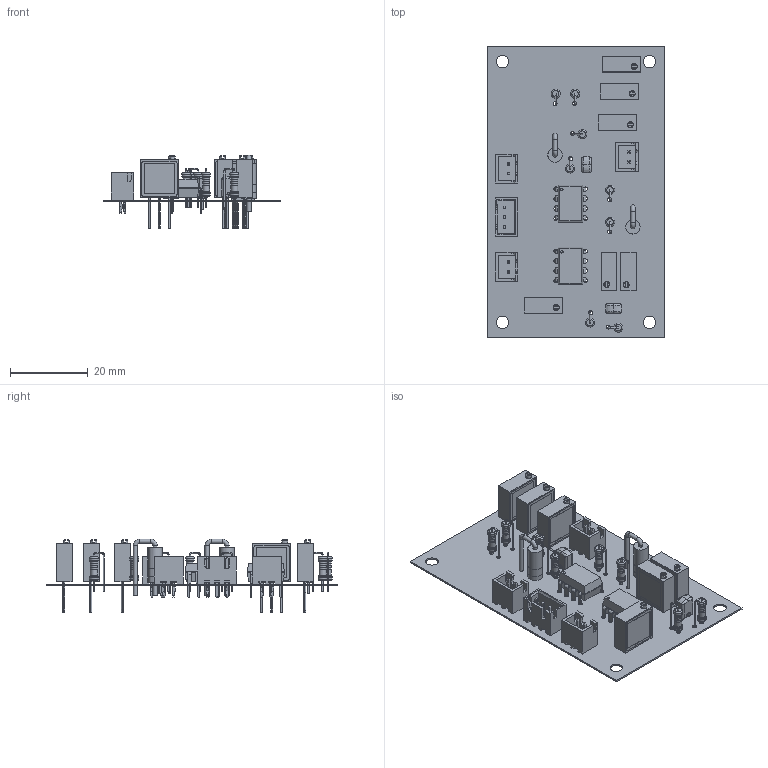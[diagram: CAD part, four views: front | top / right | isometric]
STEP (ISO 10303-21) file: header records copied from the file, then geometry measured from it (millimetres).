
FILE_DESCRIPTION(('Open CASCADE Model'),'2;1');
FILE_NAME('Open CASCADE Shape Model','2022-07-11T14:49:43',('Author'),( 'Open CASCADE'),'Open CASCADE STEP processor 6.8','Open CASCADE 6.8' ,'Unknown');
FILE_SCHEMA(('AUTOMOTIVE_DESIGN { 1 0 10303 214 1 1 1 1 }'));
Length unit declared in the file: millimetre
Products named in the file (35): PCB; Board; Open CASCADE STEP translator 6.8 2.1.1; U5.2; TL082IP; U5.1; R5.14; Resistor_TH_vertical_2,54; R5.13; R5.12; R5.11; R5.10; 3290W001; 3290W; R5.9; R5.8; R5.7; R5.6; R5.5; R5.4; R5.3; R5.2; R5.1; J5.4; B2B-XH-A-LF--SN---3DModel-STEP-269445; J5.3; B3B-XH-A-LF--SN---3DModel-STEP-418109; J5.2; J5.1; D5.2; D_5W_P5.08mm_Vertical_AnodeUp; D5.1; C5.2; User_Library-K104M15X7RF53L2; C5.1
Assembly tree (51 placements, depth 4):
  PCB
    Board
      Open CASCADE STEP translator 6.8 2.1.1
    U5.2
      TL082IP
    U5.1
      TL082IP
    R5.14
      Resistor_TH_vertical_2,54
    R5.13
      Resistor_TH_vertical_2,54
    R5.12
      Resistor_TH_vertical_2,54
    R5.11
      Resistor_TH_vertical_2,54
    R5.10
      3290W001
        3290W
    R5.9
      3290W001
        3290W
    R5.8
      Resistor_TH_vertical_2,54
    R5.7
      Resistor_TH_vertical_2,54
    R5.6
      3290W001
        3290W
    R5.5
      3290W001
        3290W
    R5.4
      3290W001
        3290W
    R5.3
      Resistor_TH_vertical_2,54
    R5.2
      Resistor_TH_vertical_2,54
    R5.1
      3290W001
        3290W
    J5.4
      B2B-XH-A-LF--SN---3DModel-STEP-269445
    J5.3
      B3B-XH-A-LF--SN---3DModel-STEP-418109
    J5.2
      B2B-XH-A-LF--SN---3DModel-STEP-269445
    J5.1
      B2B-XH-A-LF--SN---3DModel-STEP-269445
    D5.2
      D_5W_P5.08mm_Vertical_AnodeUp
    D5.1
      D_5W_P5.08mm_Vertical_AnodeUp
    C5.2
      User_Library-K104M15X7RF53L2
    C5.1
      User_Library-K104M15X7RF53L2
Bounding box: 45.75 x 75 x 18.93 mm (x, y, z)
Volume: 5284 mm3; surface area: 12988.5 mm2
Topology: 52 solids, 64 shells, 1545 faces, 3630 edges, 2301 vertices
Faces by surface type: plane 834, bspline 324, cylinder 315, torus 72
Full cylindrical faces by diameter (mm): 0.35 x32, 1 x67, 1.1 x8, 1.8 x24, 1.802 x16, 2.3 x16, 2.302 x16, 3.2 x4, 3.7 x4, 3.72 x2
Entity records: 22388 total; most frequent: CARTESIAN_POINT 5008, ORIENTED_EDGE 3204, DIRECTION 3151, EDGE_CURVE 1602, LINE 1177, VECTOR 1177, VERTEX_POINT 1027, AXIS2_PLACEMENT_3D 987
